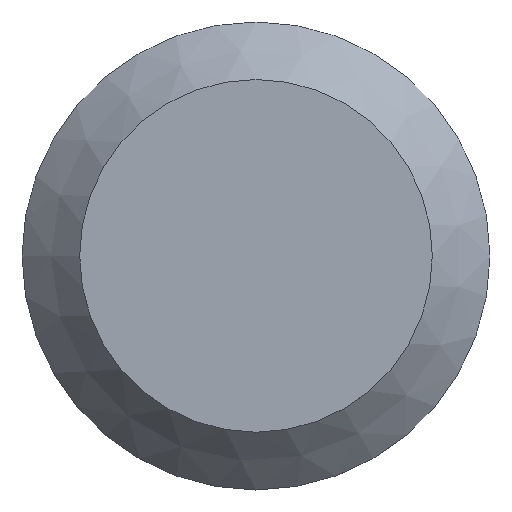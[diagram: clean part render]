
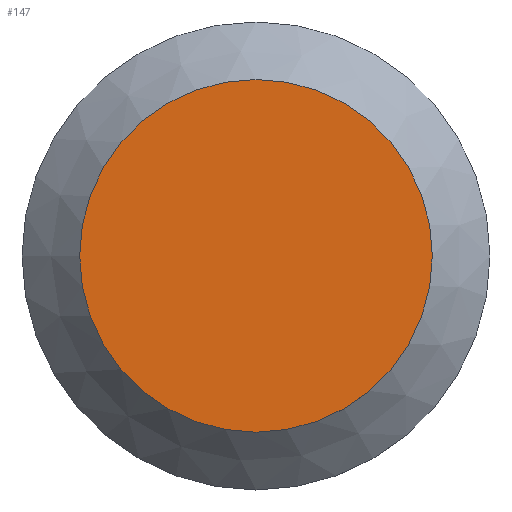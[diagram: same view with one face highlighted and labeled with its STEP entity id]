
A CAD part, top view. The second image highlights one B-rep face of the part: STEP entity #147.
In plain terms, the highlighted planar face has unit normal (0, 0, 1).
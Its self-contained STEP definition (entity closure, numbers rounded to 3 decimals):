
#118=CARTESIAN_POINT('',(7.65,-0.,-6.));
#119=VERTEX_POINT('',#118);
#129=CARTESIAN_POINT('',(0.,0.,-6.));
#130=DIRECTION('',(0.,0.,1.));
#131=DIRECTION('',(1.,0.,-0.));
#132=AXIS2_PLACEMENT_3D('',#129,#130,#131);
#133=CIRCLE('',#132,7.65);
#134=EDGE_CURVE('',#119,#119,#133,.T.);
#139=CARTESIAN_POINT('',(7.575,0.,-6.));
#140=DIRECTION('',(0.,0.,-1.));
#141=DIRECTION('',(-1.,0.,0.));
#142=AXIS2_PLACEMENT_3D('',#139,#140,#141);
#143=PLANE('',#142);
#144=ORIENTED_EDGE('',*,*,#134,.T.);
#145=EDGE_LOOP('',(#144));
#146=FACE_BOUND('',#145,.T.);
#147=ADVANCED_FACE('',(#146),#143,.F.);
